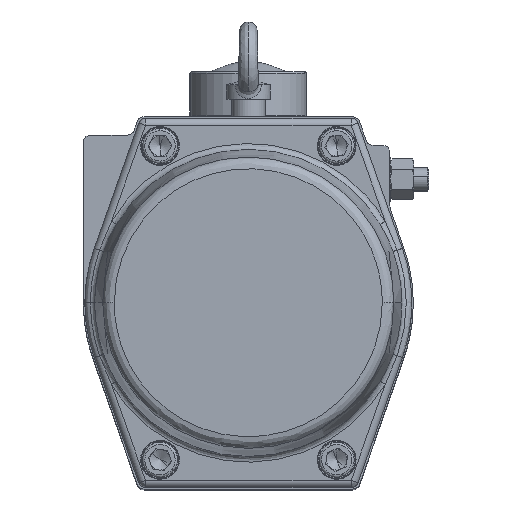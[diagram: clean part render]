
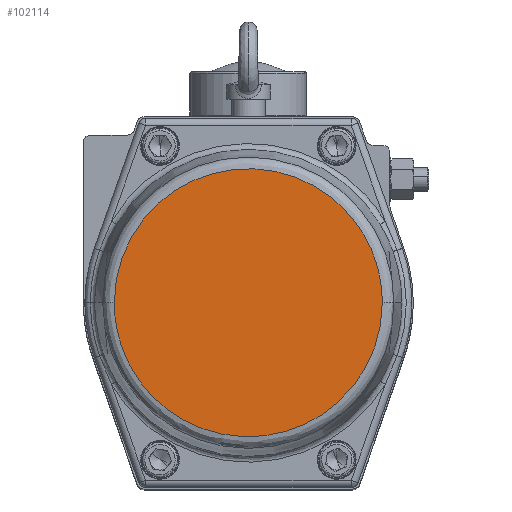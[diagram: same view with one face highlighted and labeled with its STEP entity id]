
A CAD part, top view. The second image highlights one B-rep face of the part: STEP entity #102114.
In plain terms, the highlighted planar face has unit normal (0, 0, 1).
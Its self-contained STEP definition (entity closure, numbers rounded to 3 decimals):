
#3121 = PLANE ( 'NONE',  #34481 ) ;
#3939 = CARTESIAN_POINT ( 'NONE',  ( 0., 0., 268. ) ) ;
#8423 = CARTESIAN_POINT ( 'NONE',  ( 91.789, 0., 268. ) ) ;
#13481 = EDGE_CURVE ( 'NONE', #26837, #90618, #76967, .T. ) ;
#17944 = CARTESIAN_POINT ( 'NONE',  ( -91.789, -183.578, 268. ) ) ;
#23000 = DIRECTION ( 'NONE',  ( 0., 0., -1. ) ) ;
#26837 = VERTEX_POINT ( 'NONE', #39978 ) ;
#30514 = ORIENTED_EDGE ( 'NONE', *, *, #13481, .F. ) ;
#31045 = CARTESIAN_POINT ( 'NONE',  ( -91.789, 183.578, 268. ) ) ;
#34481 = AXIS2_PLACEMENT_3D ( 'NONE', #3939, #23000, #58931 ) ;
#39708 = CARTESIAN_POINT ( 'NONE',  ( 91.789, 183.578, 268. ) ) ;
#39978 = CARTESIAN_POINT ( 'NONE',  ( -91.789, 0., 268. ) ) ;
#40966 = CARTESIAN_POINT ( 'NONE',  ( 91.789, 0., 268. ) ) ;
#44472 = FACE_OUTER_BOUND ( 'NONE', #78604, .T. ) ;
#56654 =( BOUNDED_CURVE ( )  B_SPLINE_CURVE ( 3, ( #8423, #74531, #17944, #94017 ),
 .UNSPECIFIED., .F., .F. ) 
 B_SPLINE_CURVE_WITH_KNOTS ( ( 4, 4 ),
 ( 0., 1. ),
 .UNSPECIFIED. ) 
 CURVE ( )  GEOMETRIC_REPRESENTATION_ITEM ( )  RATIONAL_B_SPLINE_CURVE ( ( 1., 0.333, 0.333, 1. ) ) 
 REPRESENTATION_ITEM ( '' )  );
#58931 = DIRECTION ( 'NONE',  ( -1., 0., 0. ) ) ;
#74531 = CARTESIAN_POINT ( 'NONE',  ( 91.789, -183.578, 268. ) ) ;
#76967 =( BOUNDED_CURVE ( )  B_SPLINE_CURVE ( 3, ( #96375, #31045, #39708, #78550 ),
 .UNSPECIFIED., .F., .T. ) 
 B_SPLINE_CURVE_WITH_KNOTS ( ( 4, 4 ),
 ( 0., 1. ),
 .UNSPECIFIED. ) 
 CURVE ( )  GEOMETRIC_REPRESENTATION_ITEM ( )  RATIONAL_B_SPLINE_CURVE ( ( 1., 0.333, 0.333, 1. ) ) 
 REPRESENTATION_ITEM ( '' )  );
#78550 = CARTESIAN_POINT ( 'NONE',  ( 91.789, 0., 268. ) ) ;
#78604 = EDGE_LOOP ( 'NONE', ( #120361, #30514 ) ) ;
#90618 = VERTEX_POINT ( 'NONE', #40966 ) ;
#94017 = CARTESIAN_POINT ( 'NONE',  ( -91.789, 0., 268. ) ) ;
#96375 = CARTESIAN_POINT ( 'NONE',  ( -91.789, 0., 268. ) ) ;
#102114 = ADVANCED_FACE ( 'NONE', ( #44472 ), #3121, .F. ) ;
#117055 = EDGE_CURVE ( 'NONE', #90618, #26837, #56654, .T. ) ;
#120361 = ORIENTED_EDGE ( 'NONE', *, *, #117055, .F. ) ;
